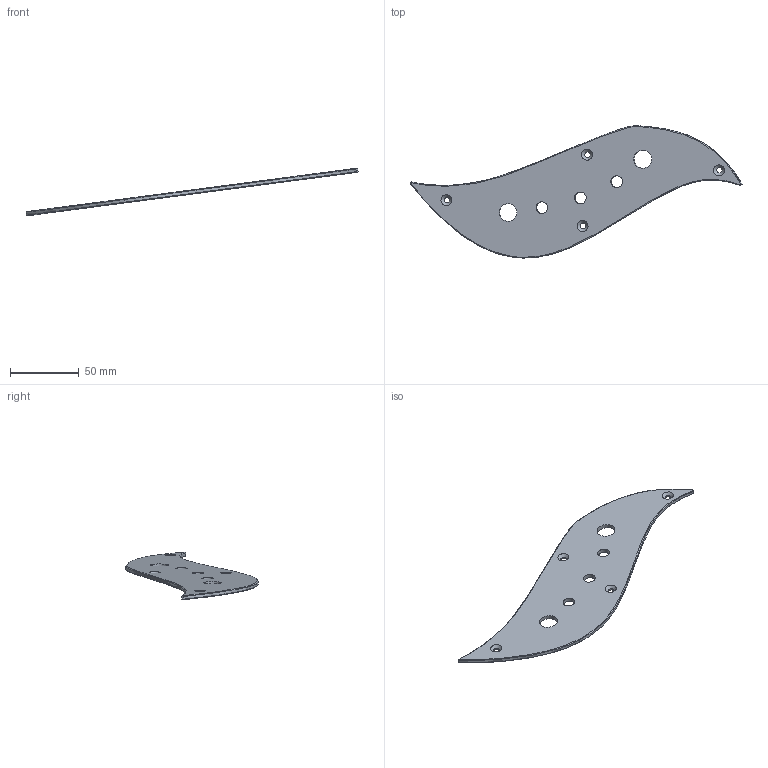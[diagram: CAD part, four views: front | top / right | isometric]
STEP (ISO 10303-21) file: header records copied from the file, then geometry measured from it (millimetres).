
FILE_DESCRIPTION(/* description */ (''),/* implementation_level */ '2;1');
FILE_NAME(/* name */ 'Pickguard.step',/* time_stamp */ '2024-09-04T18:17:45-04:00',/* author */ (''),/* organization */ (''),/* preprocessor_version */ 'ST-DEVELOPER v20',/* originating_system */ 'Autodesk Translation Framework v13.14.0.145',/* authorisation */ '');
FILE_SCHEMA (('AUTOMOTIVE_DESIGN { 1 0 10303 214 3 1 1 }'));
Length unit declared in the file: millimetre
Products named in the file (2): Offset Guitar; Pickguard
Assembly tree (1 placements, depth 2):
  Offset Guitar
    Pickguard
Bounding box: 240.7 x 95.78 x 34.55 mm (x, y, z)
Volume: 32516.9 mm3; surface area: 23768.6 mm2
Topology: 1 solids, 1 shells, 29 faces, 77 edges, 50 vertices
Faces by surface type: bspline 14, cylinder 9, cone 4, plane 2
Full cylindrical faces by diameter (mm): 4.1 x4, 8.5 x3, 13 x2
Entity records: 1951 total; most frequent: CARTESIAN_POINT 1205, ORIENTED_EDGE 154, DIRECTION 107, EDGE_CURVE 77, VERTEX_POINT 50, EDGE_LOOP 47, AXIS2_PLACEMENT_3D 44, B_SPLINE_CURVE_WITH_KNOTS 32
